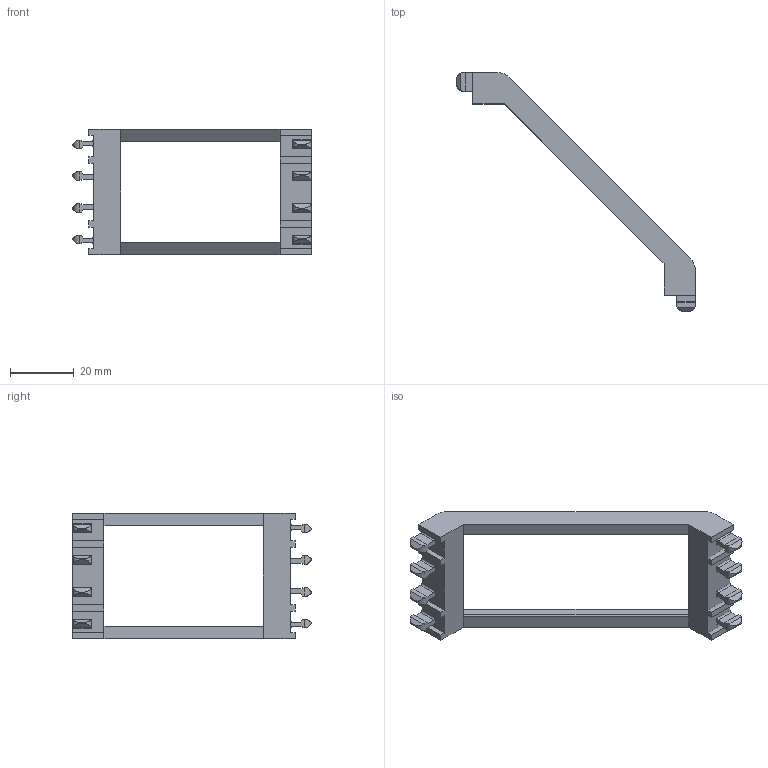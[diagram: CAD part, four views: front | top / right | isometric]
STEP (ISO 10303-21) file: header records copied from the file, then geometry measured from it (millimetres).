
FILE_DESCRIPTION (( 'STEP AP203' ), '1' );
FILE_NAME ('10-10713c.step', '2014-04-13T23:22:12', ( 'Nicholas Morozovsky' ), ( '' ), 'SwSTEP 2.0', 'SolidWorks 2012', '' );
FILE_SCHEMA (( 'CONFIG_CONTROL_DESIGN' ));
Length unit declared in the file: millimetre
Products named in the file (1): 10-10713c
Bounding box: 74.8 x 74.8 x 39.5 mm (x, y, z)
Volume: 6299.3 mm3; surface area: 7705.4 mm2
Topology: 1 solids, 1 shells, 164 faces, 484 edges, 320 vertices
Faces by surface type: plane 128, cylinder 36
Entity records: 5497 total; most frequent: CARTESIAN_POINT 1065, ORIENTED_EDGE 968, DIRECTION 854, EDGE_CURVE 484, LINE 380, VECTOR 380, VERTEX_POINT 320, AXIS2_PLACEMENT_3D 237
